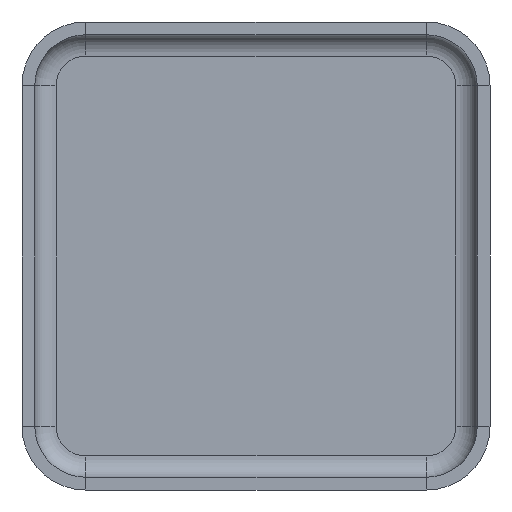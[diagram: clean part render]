
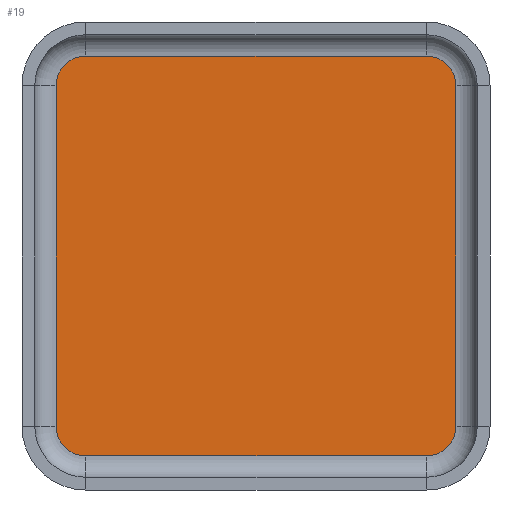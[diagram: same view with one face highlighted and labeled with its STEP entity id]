
A CAD part, front view. The second image highlights one B-rep face of the part: STEP entity #19.
In plain terms, the highlighted planar face has unit normal (0, -1, 0).
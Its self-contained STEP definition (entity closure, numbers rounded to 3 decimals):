
#8 = FACE_OUTER_BOUND ( 'NONE', #128, .T. ) ;
#15 = CIRCLE ( 'NONE', #596, 0.7 ) ;
#19 = ADVANCED_FACE ( 'NONE', ( #8 ), #210, .T. ) ;
#23 = EDGE_CURVE ( 'NONE', #747, #896, #212, .T. ) ;
#45 = ORIENTED_EDGE ( 'NONE', *, *, #683, .F. ) ;
#49 = ORIENTED_EDGE ( 'NONE', *, *, #743, .F. ) ;
#65 = CARTESIAN_POINT ( 'NONE',  ( 4., -0.3, -4.7 ) ) ;
#81 = AXIS2_PLACEMENT_3D ( 'NONE', #1172, #82, #729 ) ;
#82 = DIRECTION ( 'NONE',  ( 0., 1., 0. ) ) ;
#105 = CARTESIAN_POINT ( 'NONE',  ( -4.7, -0.3, 4. ) ) ;
#108 = ORIENTED_EDGE ( 'NONE', *, *, #23, .F. ) ;
#117 = EDGE_CURVE ( 'NONE', #823, #759, #643, .T. ) ;
#127 = DIRECTION ( 'NONE',  ( 0., 1., 0. ) ) ;
#128 = EDGE_LOOP ( 'NONE', ( #49, #108, #728, #912, #284, #201, #797, #45 ) ) ;
#187 = AXIS2_PLACEMENT_3D ( 'NONE', #487, #761, #305 ) ;
#196 = CIRCLE ( 'NONE', #81, 0.7 ) ;
#201 = ORIENTED_EDGE ( 'NONE', *, *, #990, .F. ) ;
#210 = PLANE ( 'NONE',  #187 ) ;
#211 = EDGE_CURVE ( 'NONE', #934, #559, #196, .T. ) ;
#212 = LINE ( 'NONE', #1120, #1160 ) ;
#239 = DIRECTION ( 'NONE',  ( 0., 1., 0. ) ) ;
#248 = LINE ( 'NONE', #517, #543 ) ;
#284 = ORIENTED_EDGE ( 'NONE', *, *, #117, .F. ) ;
#305 = DIRECTION ( 'NONE',  ( 0., 0., -1. ) ) ;
#310 = LINE ( 'NONE', #578, #705 ) ;
#318 = LINE ( 'NONE', #1136, #740 ) ;
#328 = CARTESIAN_POINT ( 'NONE',  ( -4., -0.3, 4. ) ) ;
#408 = CARTESIAN_POINT ( 'NONE',  ( -4., -0.3, -4.7 ) ) ;
#423 = AXIS2_PLACEMENT_3D ( 'NONE', #507, #239, #876 ) ;
#428 = CARTESIAN_POINT ( 'NONE',  ( -4.7, -0.3, -4. ) ) ;
#446 = CARTESIAN_POINT ( 'NONE',  ( 4.7, -0.3, 4. ) ) ;
#487 = CARTESIAN_POINT ( 'NONE',  ( 4., -0.3, 4. ) ) ;
#507 = CARTESIAN_POINT ( 'NONE',  ( 4., -0.3, 4. ) ) ;
#517 = CARTESIAN_POINT ( 'NONE',  ( 4., -0.3, -4.7 ) ) ;
#540 = AXIS2_PLACEMENT_3D ( 'NONE', #561, #839, #658 ) ;
#543 = VECTOR ( 'NONE', #1049, 1000. ) ;
#558 = VERTEX_POINT ( 'NONE', #105 ) ;
#559 = VERTEX_POINT ( 'NONE', #65 ) ;
#561 = CARTESIAN_POINT ( 'NONE',  ( -4., -0.3, -4. ) ) ;
#578 = CARTESIAN_POINT ( 'NONE',  ( 4.7, -0.3, 4. ) ) ;
#586 = DIRECTION ( 'NONE',  ( 0., 0., -1. ) ) ;
#592 = EDGE_CURVE ( 'NONE', #759, #558, #318, .T. ) ;
#596 = AXIS2_PLACEMENT_3D ( 'NONE', #328, #127, #701 ) ;
#643 = CIRCLE ( 'NONE', #540, 0.7 ) ;
#658 = DIRECTION ( 'NONE',  ( 0., 0., 1. ) ) ;
#683 = EDGE_CURVE ( 'NONE', #1090, #934, #310, .T. ) ;
#701 = DIRECTION ( 'NONE',  ( 0., 0., 1. ) ) ;
#705 = VECTOR ( 'NONE', #586, 1000. ) ;
#728 = ORIENTED_EDGE ( 'NONE', *, *, #758, .F. ) ;
#729 = DIRECTION ( 'NONE',  ( 0., 0., 1. ) ) ;
#740 = VECTOR ( 'NONE', #779, 1000. ) ;
#743 = EDGE_CURVE ( 'NONE', #896, #1090, #875, .T. ) ;
#746 = DIRECTION ( 'NONE',  ( 1., 0., 0. ) ) ;
#747 = VERTEX_POINT ( 'NONE', #1030 ) ;
#758 = EDGE_CURVE ( 'NONE', #558, #747, #15, .T. ) ;
#759 = VERTEX_POINT ( 'NONE', #428 ) ;
#761 = DIRECTION ( 'NONE',  ( 0., -1., 0. ) ) ;
#779 = DIRECTION ( 'NONE',  ( 0., 0., 1. ) ) ;
#797 = ORIENTED_EDGE ( 'NONE', *, *, #211, .F. ) ;
#823 = VERTEX_POINT ( 'NONE', #408 ) ;
#839 = DIRECTION ( 'NONE',  ( 0., 1., 0. ) ) ;
#875 = CIRCLE ( 'NONE', #423, 0.7 ) ;
#876 = DIRECTION ( 'NONE',  ( 0., 0., 1. ) ) ;
#896 = VERTEX_POINT ( 'NONE', #1121 ) ;
#912 = ORIENTED_EDGE ( 'NONE', *, *, #592, .F. ) ;
#934 = VERTEX_POINT ( 'NONE', #1154 ) ;
#990 = EDGE_CURVE ( 'NONE', #559, #823, #248, .T. ) ;
#1030 = CARTESIAN_POINT ( 'NONE',  ( -4., -0.3, 4.7 ) ) ;
#1049 = DIRECTION ( 'NONE',  ( -1., 0., 0. ) ) ;
#1090 = VERTEX_POINT ( 'NONE', #446 ) ;
#1120 = CARTESIAN_POINT ( 'NONE',  ( -4., -0.3, 4.7 ) ) ;
#1121 = CARTESIAN_POINT ( 'NONE',  ( 4., -0.3, 4.7 ) ) ;
#1136 = CARTESIAN_POINT ( 'NONE',  ( -4.7, -0.3, -4. ) ) ;
#1154 = CARTESIAN_POINT ( 'NONE',  ( 4.7, -0.3, -4. ) ) ;
#1160 = VECTOR ( 'NONE', #746, 1000. ) ;
#1172 = CARTESIAN_POINT ( 'NONE',  ( 4., -0.3, -4. ) ) ;
